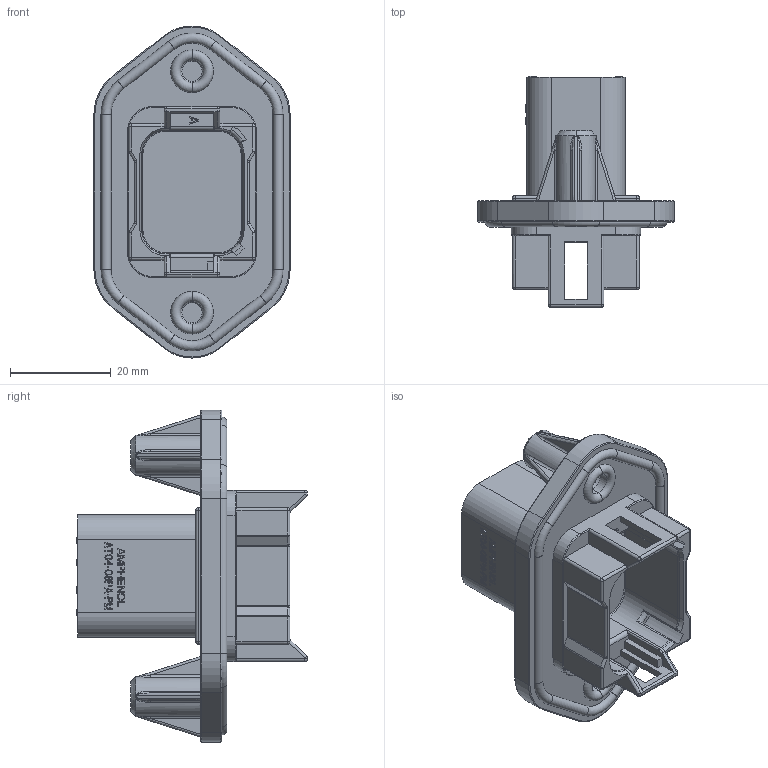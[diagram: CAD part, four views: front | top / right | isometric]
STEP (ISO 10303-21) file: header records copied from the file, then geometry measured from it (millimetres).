
FILE_DESCRIPTION((''),'2;1');
FILE_NAME('PL000308-A','2016-02-26T',('Orion.Li'),(''),'PRO/ENGINEER BY PARAMETRIC TECHNOLOGY CORPORATION, 2013230','PRO/ENGINEER BY PARAMETRIC TECHNOLOGY CORPORATION, 2013230','');
FILE_SCHEMA(('CONFIG_CONTROL_DESIGN'));
Length unit declared in the file: millimetre
Products named in the file (1): PL000308-A
Bounding box: 39 x 45.9 x 66 mm (x, y, z)
Volume: 23700.6 mm3; surface area: 11813.5 mm2
Topology: 1 solids, 1 shells, 1349 faces, 3635 edges, 2370 vertices
Faces by surface type: plane 1013, cylinder 164, bspline 76, torus 58, cone 22, sphere 16
Entity records: 45831 total; most frequent: CARTESIAN_POINT 12288, ORIENTED_EDGE 7270, DIRECTION 6423, EDGE_CURVE 3635, VECTOR 2921, LINE 2921, VERTEX_POINT 2370, AXIS2_PLACEMENT_3D 1751
